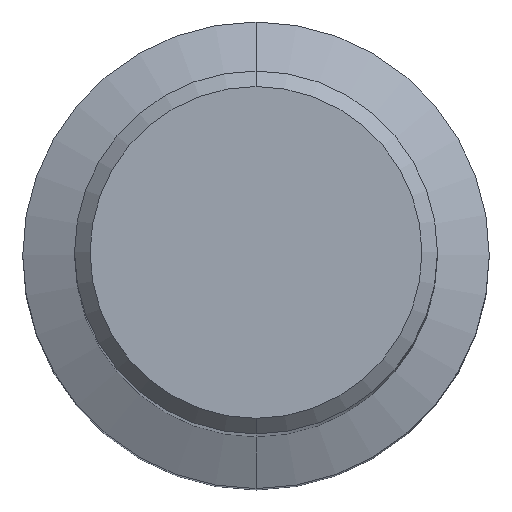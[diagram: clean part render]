
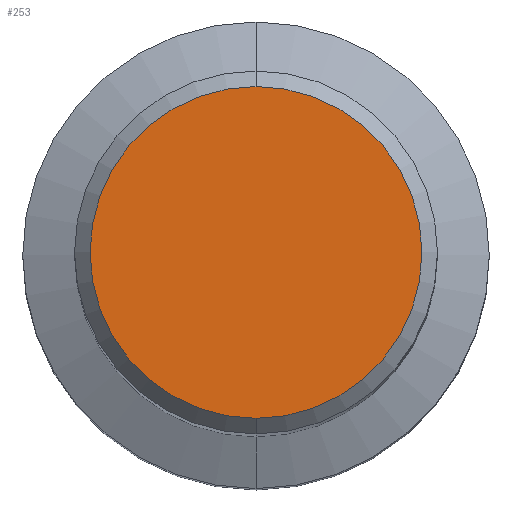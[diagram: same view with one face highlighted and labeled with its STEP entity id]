
A CAD part, top view. The second image highlights one B-rep face of the part: STEP entity #253.
In plain terms, the highlighted planar face has unit normal (0, 0, 1).
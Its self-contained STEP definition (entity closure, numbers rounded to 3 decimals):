
#207=EDGE_CURVE('',#429,#377,#563,.T.);
#253=ADVANCED_FACE('',(#612),#613,.T.);
#297=EDGE_CURVE('',#377,#429,#665,.T.);
#377=VERTEX_POINT('',#754);
#429=VERTEX_POINT('',#812);
#563=CIRCLE('',#948,6.4);
#612=FACE_OUTER_BOUND('',#1075,.T.);
#613=PLANE('',#1076);
#665=CIRCLE('',#1164,6.4);
#754=CARTESIAN_POINT('',(0.,-6.4,0.0));
#812=CARTESIAN_POINT('',(0.0,6.4,0.0));
#948=AXIS2_PLACEMENT_3D('',#1716,#1717,#1718);
#1075=EDGE_LOOP('',(#1762,#1763));
#1076=AXIS2_PLACEMENT_3D('',#1764,#1765,#1766);
#1164=AXIS2_PLACEMENT_3D('',#1843,#1844,#1845);
#1716=CARTESIAN_POINT('',(0.0,0.0,0.0));
#1717=DIRECTION('',(0.0,0.0,-1.0));
#1718=DIRECTION('',(0.0,1.0,0.0));
#1762=ORIENTED_EDGE('',*,*,#207,.F.);
#1763=ORIENTED_EDGE('',*,*,#297,.F.);
#1764=CARTESIAN_POINT('',(0.0,3.2,0.0));
#1765=DIRECTION('',(-0.0,0.0,1.0));
#1766=DIRECTION('',(0.0,-1.0,0.0));
#1843=CARTESIAN_POINT('',(0.0,0.0,0.0));
#1844=DIRECTION('',(0.0,0.0,-1.0));
#1845=DIRECTION('',(0.0,1.0,0.0));
